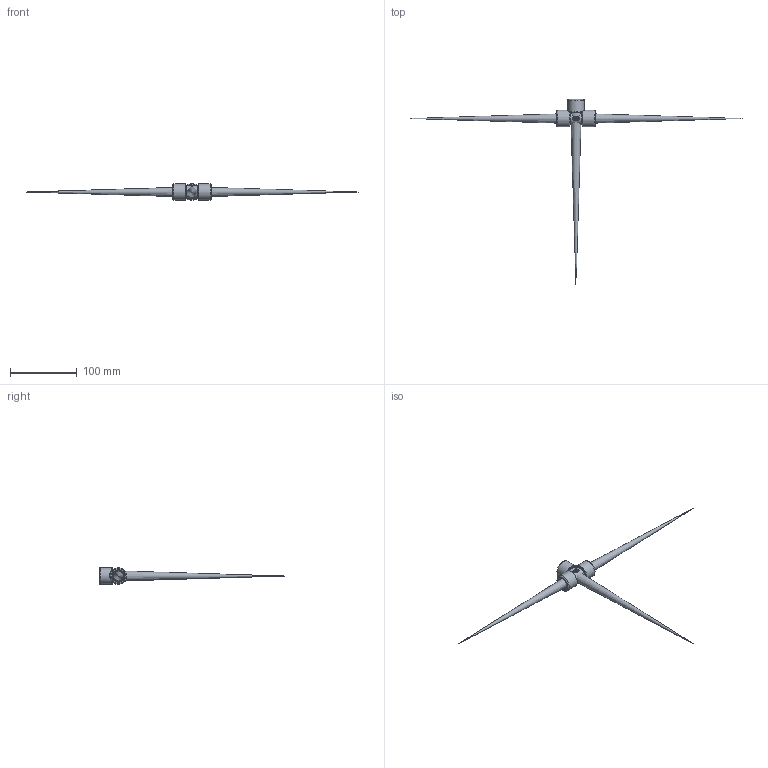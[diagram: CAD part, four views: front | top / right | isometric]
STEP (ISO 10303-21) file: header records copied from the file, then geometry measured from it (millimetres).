
FILE_DESCRIPTION(/* description */ ('3/8" PIPE TEE, UNBAGGED'),/* implementation_level */ '2;1');
FILE_NAME(/* name */ 'TEE038.stp',/* time_stamp */ '2020-06-05T13:56:00-04:00',/* author */ ('areid'),/* organization */ (''),/* preprocessor_version */ 'ST-DEVELOPER v17.2',/* originating_system */ 'Autodesk Inventor 2019',/* authorisation */ '');
FILE_SCHEMA (('AUTOMOTIVE_DESIGN { 1 0 10303 214 3 1 1 }'));
Length unit declared in the file: inch
Products named in the file (1): TEE038U
Bounding box: 498.63 x 277.89 x 25.4 mm (x, y, z)
Volume: 21890.7 mm3; surface area: 98666.3 mm2
Topology: 1 solids, 1 shells, 495 faces, 1320 edges, 836 vertices
Faces by surface type: bspline 188, plane 169, cylinder 66, cone 45, sphere 16, torus 11
Full cylindrical faces by diameter (mm): 10.922 x2, 25.4 x3
Entity records: 33557 total; most frequent: CARTESIAN_POINT 22625, ORIENTED_EDGE 2556, DIRECTION 1745, EDGE_CURVE 1278, VERTEX_POINT 824, AXIS2_PLACEMENT_3D 606, EDGE_LOOP 538, LINE 533
